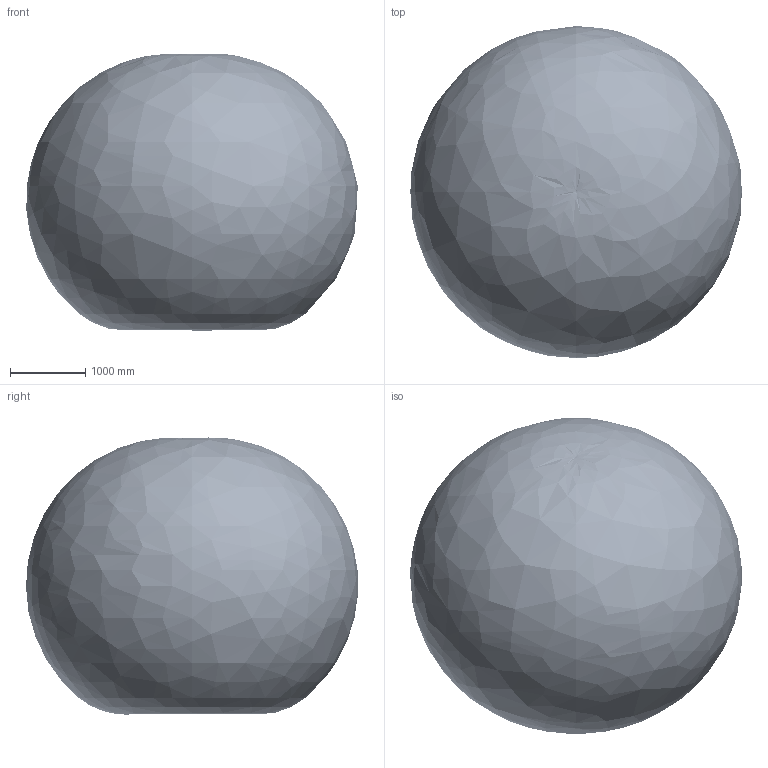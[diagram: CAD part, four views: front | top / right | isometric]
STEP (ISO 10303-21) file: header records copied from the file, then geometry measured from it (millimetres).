
FILE_DESCRIPTION(/* description */ ('Norm.iam Teamplte'),/* implementation_level */ '2;1');
FILE_NAME(/* name */ '3D-model_AT_00016.01.stp',/* time_stamp */ '2026-02-25T13:26:12+01:00',/* author */ ('Tim.Ketterer'),/* organization */ (''),/* preprocessor_version */ 'ST-DEVELOPER v19.2',/* originating_system */ 'Autodesk Inventor 2023',/* authorisation */ '');
FILE_SCHEMA (('CONFIG_CONTROL_DESIGN'));
Products named in the file (10): AT_00016.01_DUMMY articc6-2390-150kg; MT_WST00107830 Dummy Grundgestell; MT_WST00108854 Dummy Karussell; MT_WST00121881; MT_WST00121873; MT_WST00121874; MT_WST00108862 Dummy Hand; MT_WST00107852 Dummy Flansch; MT_WST00108694 Blindstopfen; MT_WST00121876 Arbeitsbereich
Assembly tree (11 placements, depth 2):
  AT_00016.01_DUMMY articc6-2390-150kg
    MT_WST00107830 Dummy Grundgestell
    MT_WST00108854 Dummy Karussell
    MT_WST00121881
    MT_WST00121873
    MT_WST00121874
    MT_WST00108862 Dummy Hand
    MT_WST00107852 Dummy Flansch
    MT_WST00108694 Blindstopfen  x3
    MT_WST00121876 Arbeitsbereich
Bounding box: 4397.8 x 4407.38 x 3677.41 mm (x, y, z)
Volume: 38856385796.2 mm3; surface area: 73982495.4 mm2
Topology: 15 solids, 16 shells, 5933 faces, 14304 edges, 8862 vertices
Faces by surface type: plane 1728, cylinder 1608, bspline 1494, torus 598, cone 417, sphere 88
Full cylindrical faces by diameter (mm): 4 x1, 4.5 x2, 4.917 x4, 5 x6, 6.647 x42, 6.8 x4, 7 x140, 7.53 x2, 7.6 x139, 8 x7, 8.376 x6, 8.5 x4, 8.8 x2, 9 x1, 10 x30, 10.106 x4, 10.5 x2, 11 x13, 12 x1, 12.4 x6, 13 x23, 13.6 x76, 13.835 x12, 14 x2, 15 x3, 16 x54, 16.2 x2, 17 x4, 18 x61, 19 x4
Entity records: 249378 total; most frequent: CARTESIAN_POINT 112606, ORIENTED_EDGE 27930, DIRECTION 26131, EDGE_CURVE 13965, AXIS2_PLACEMENT_3D 11190, VERTEX_POINT 8766, EDGE_LOOP 6709, CIRCLE 6522
